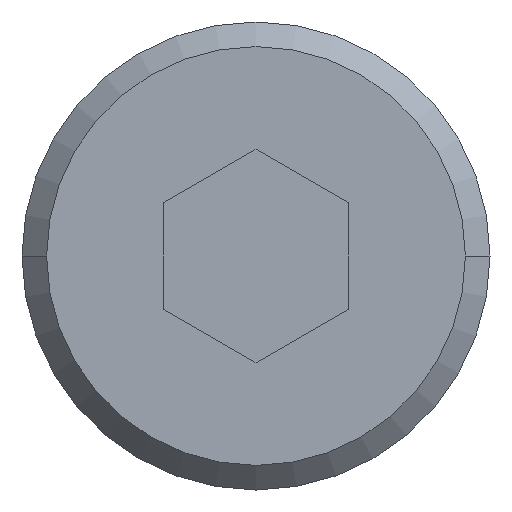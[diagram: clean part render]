
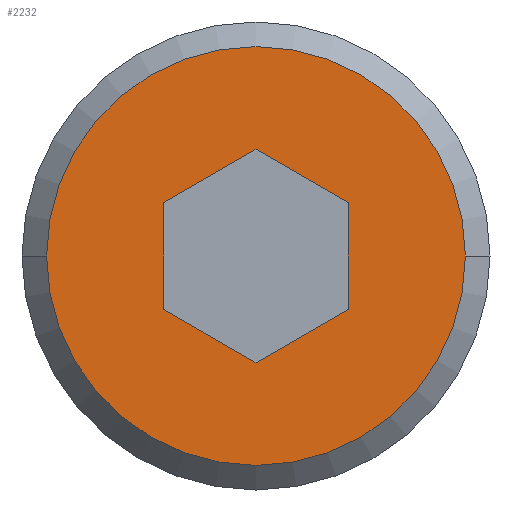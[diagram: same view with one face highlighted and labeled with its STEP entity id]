
A CAD part, front view. The second image highlights one B-rep face of the part: STEP entity #2232.
In plain terms, the highlighted planar face has unit normal (0, -1, 0).
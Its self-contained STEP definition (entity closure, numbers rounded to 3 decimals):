
#1=DIRECTION('',(0.,0.,1.));
#2=VECTOR('',#1,0.866);
#3=CARTESIAN_POINT('',(0.75,0.,-0.433));
#4=LINE('',#3,#2);
#5=DIRECTION('',(-0.866,0.,0.5));
#6=VECTOR('',#5,0.866);
#7=CARTESIAN_POINT('',(0.75,0.,0.433));
#8=LINE('',#7,#6);
#9=DIRECTION('',(-0.866,0.,-0.5));
#10=VECTOR('',#9,0.866);
#11=CARTESIAN_POINT('',(0.,0.,0.866));
#12=LINE('',#11,#10);
#13=DIRECTION('',(0.,0.,-1.));
#14=VECTOR('',#13,0.866);
#15=CARTESIAN_POINT('',(-0.75,0.,0.433));
#16=LINE('',#15,#14);
#17=DIRECTION('',(0.866,0.,-0.5));
#18=VECTOR('',#17,0.866);
#19=CARTESIAN_POINT('',(-0.75,0.,-0.433));
#20=LINE('',#19,#18);
#21=DIRECTION('',(0.866,0.,0.5));
#22=VECTOR('',#21,0.866);
#23=CARTESIAN_POINT('',(0.,0.,-0.866));
#24=LINE('',#23,#22);
#25=CARTESIAN_POINT('',(0.,0.,0.));
#26=DIRECTION('',(0.,-1.,0.));
#27=DIRECTION('',(1.,0.,0.));
#28=AXIS2_PLACEMENT_3D('',#25,#26,#27);
#30=CARTESIAN_POINT('',(0.,0.,0.));
#31=DIRECTION('',(0.,-1.,0.));
#32=DIRECTION('',(-1.,0.,0.));
#33=AXIS2_PLACEMENT_3D('',#30,#31,#32);
#2106=CARTESIAN_POINT('',(0.75,0.,-0.433));
#2107=CARTESIAN_POINT('',(0.75,0.,0.433));
#2108=VERTEX_POINT('',#2106);
#2109=VERTEX_POINT('',#2107);
#2110=CARTESIAN_POINT('',(0.,0.,0.866));
#2111=VERTEX_POINT('',#2110);
#2112=CARTESIAN_POINT('',(-0.75,0.,0.433));
#2113=VERTEX_POINT('',#2112);
#2114=CARTESIAN_POINT('',(-0.75,0.,-0.433));
#2115=VERTEX_POINT('',#2114);
#2116=CARTESIAN_POINT('',(0.,0.,-0.866));
#2117=VERTEX_POINT('',#2116);
#2199=CARTESIAN_POINT('',(1.7,0.,0.));
#2200=CARTESIAN_POINT('',(-1.7,0.,0.));
#2201=VERTEX_POINT('',#2199);
#2202=VERTEX_POINT('',#2200);
#2207=CARTESIAN_POINT('',(0.,0.,0.));
#2208=DIRECTION('',(0.,1.,0.));
#2209=DIRECTION('',(1.,0.,0.));
#2210=AXIS2_PLACEMENT_3D('',#2207,#2208,#2209);
#2211=PLANE('',#2210);
#2213=ORIENTED_EDGE('',*,*,#2212,.F.);
#2215=ORIENTED_EDGE('',*,*,#2214,.F.);
#2216=EDGE_LOOP('',(#2213,#2215));
#2217=FACE_OUTER_BOUND('',#2216,.F.);
#2219=ORIENTED_EDGE('',*,*,#2218,.T.);
#2221=ORIENTED_EDGE('',*,*,#2220,.T.);
#2223=ORIENTED_EDGE('',*,*,#2222,.T.);
#2225=ORIENTED_EDGE('',*,*,#2224,.T.);
#2227=ORIENTED_EDGE('',*,*,#2226,.T.);
#2229=ORIENTED_EDGE('',*,*,#2228,.T.);
#2230=EDGE_LOOP('',(#2219,#2221,#2223,#2225,#2227,#2229));
#2231=FACE_BOUND('',#2230,.F.);
#2232=ADVANCED_FACE('',(#2217,#2231),#2211,.F.);
#29=CIRCLE('',#28,1.7);
#34=CIRCLE('',#33,1.7);
#2212=EDGE_CURVE('',#2201,#2202,#29,.T.);
#2214=EDGE_CURVE('',#2202,#2201,#34,.T.);
#2218=EDGE_CURVE('',#2108,#2109,#4,.T.);
#2220=EDGE_CURVE('',#2109,#2111,#8,.T.);
#2222=EDGE_CURVE('',#2111,#2113,#12,.T.);
#2224=EDGE_CURVE('',#2113,#2115,#16,.T.);
#2226=EDGE_CURVE('',#2115,#2117,#20,.T.);
#2228=EDGE_CURVE('',#2117,#2108,#24,.T.);
